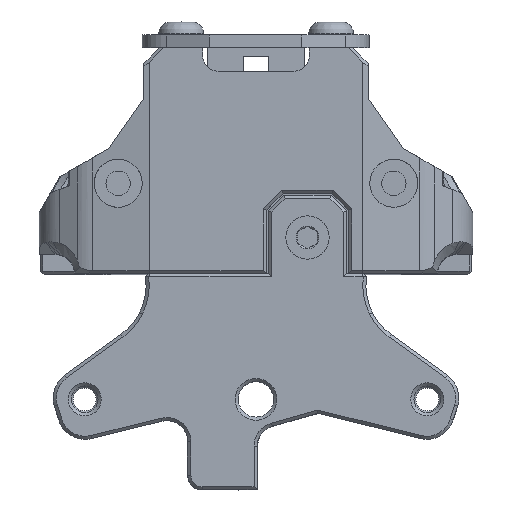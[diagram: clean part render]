
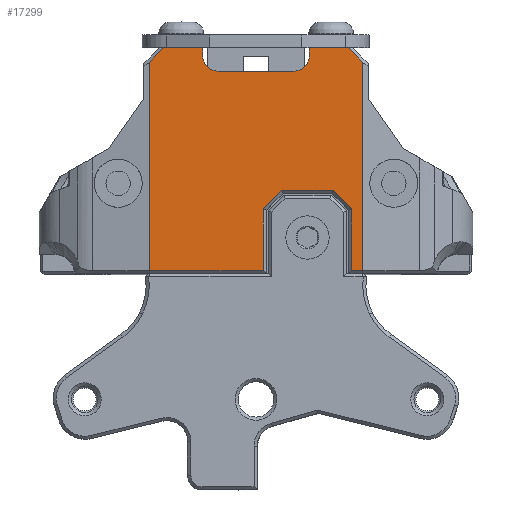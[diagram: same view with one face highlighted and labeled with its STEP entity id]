
A CAD part, top view. The second image highlights one B-rep face of the part: STEP entity #17299.
In plain terms, the highlighted face is planar.
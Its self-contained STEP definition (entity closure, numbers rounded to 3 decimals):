
#1455=LINE('',#24454,#2955);
#1642=LINE('',#25445,#3142);
#1705=LINE('',#25923,#3205);
#1716=LINE('',#25948,#3216);
#1810=LINE('',#26690,#3310);
#1812=LINE('',#26694,#3312);
#1815=LINE('',#26700,#3315);
#1818=LINE('',#26706,#3318);
#1821=LINE('',#26710,#3321);
#1860=LINE('',#27073,#3360);
#1870=LINE('',#27093,#3370);
#1947=LINE('',#27284,#3447);
#1959=LINE('',#27327,#3459);
#1960=LINE('',#27330,#3460);
#1961=LINE('',#27331,#3461);
#1962=LINE('',#27332,#3462);
#2955=VECTOR('',#19931,10.);
#3142=VECTOR('',#20312,10.);
#3205=VECTOR('',#20491,10.);
#3216=VECTOR('',#20512,10.);
#3310=VECTOR('',#20744,10.);
#3312=VECTOR('',#20748,10.);
#3315=VECTOR('',#20753,10.);
#3318=VECTOR('',#20758,10.);
#3321=VECTOR('',#20763,10.);
#3360=VECTOR('',#20938,10.);
#3370=VECTOR('',#20956,10.);
#3447=VECTOR('',#21101,10.);
#3459=VECTOR('',#21121,10.);
#3460=VECTOR('',#21124,10.);
#3461=VECTOR('',#21125,10.);
#3462=VECTOR('',#21126,10.);
#4490=PLANE('',#18549);
#5091=FACE_OUTER_BOUND('',#6106,.T.);
#6106=EDGE_LOOP('',(#13334,#13335,#13336,#13337,#13338,#13339,#13340,#13341,
#13342,#13343,#13344,#13345,#13346,#13347,#13348,#13349,#13350,#13351));
#6858=CIRCLE('',#18204,2.);
#6860=CIRCLE('',#18208,2.);
#7517=VERTEX_POINT('',#24447);
#7518=VERTEX_POINT('',#24449);
#7519=VERTEX_POINT('',#24453);
#7523=VERTEX_POINT('',#24464);
#7728=VERTEX_POINT('',#25441);
#7730=VERTEX_POINT('',#25444);
#7789=VERTEX_POINT('',#25921);
#7797=VERTEX_POINT('',#25945);
#7798=VERTEX_POINT('',#25947);
#7857=VERTEX_POINT('',#26689);
#7858=VERTEX_POINT('',#26693);
#7860=VERTEX_POINT('',#26699);
#7862=VERTEX_POINT('',#26705);
#7895=VERTEX_POINT('',#27071);
#7901=VERTEX_POINT('',#27092);
#7957=VERTEX_POINT('',#27281);
#7966=VERTEX_POINT('',#27325);
#7967=VERTEX_POINT('',#27329);
#9270=EDGE_CURVE('',#7517,#7518,#6858,.T.);
#9272=EDGE_CURVE('',#7519,#7518,#1455,.F.);
#9278=EDGE_CURVE('',#7519,#7523,#6860,.T.);
#9545=EDGE_CURVE('',#7730,#7728,#1642,.T.);
#9654=EDGE_CURVE('',#7730,#7789,#1705,.T.);
#9666=EDGE_CURVE('',#7797,#7798,#1716,.T.);
#9785=EDGE_CURVE('',#7857,#7797,#1810,.T.);
#9787=EDGE_CURVE('',#7858,#7857,#1812,.T.);
#9790=EDGE_CURVE('',#7860,#7858,#1815,.T.);
#9793=EDGE_CURVE('',#7862,#7860,#1818,.T.);
#9796=EDGE_CURVE('',#7789,#7862,#1821,.T.);
#9855=EDGE_CURVE('',#7517,#7895,#1860,.F.);
#9865=EDGE_CURVE('',#7901,#7523,#1870,.F.);
#9952=EDGE_CURVE('',#7895,#7957,#1947,.F.);
#9966=EDGE_CURVE('',#7901,#7966,#1959,.F.);
#9967=EDGE_CURVE('',#7967,#7957,#1960,.T.);
#9968=EDGE_CURVE('',#7798,#7967,#1961,.T.);
#9969=EDGE_CURVE('',#7966,#7728,#1962,.T.);
#13334=ORIENTED_EDGE('',*,*,#9967,.F.);
#13335=ORIENTED_EDGE('',*,*,#9968,.F.);
#13336=ORIENTED_EDGE('',*,*,#9666,.F.);
#13337=ORIENTED_EDGE('',*,*,#9785,.F.);
#13338=ORIENTED_EDGE('',*,*,#9787,.F.);
#13339=ORIENTED_EDGE('',*,*,#9790,.F.);
#13340=ORIENTED_EDGE('',*,*,#9793,.F.);
#13341=ORIENTED_EDGE('',*,*,#9796,.F.);
#13342=ORIENTED_EDGE('',*,*,#9654,.F.);
#13343=ORIENTED_EDGE('',*,*,#9545,.T.);
#13344=ORIENTED_EDGE('',*,*,#9969,.F.);
#13345=ORIENTED_EDGE('',*,*,#9966,.F.);
#13346=ORIENTED_EDGE('',*,*,#9865,.T.);
#13347=ORIENTED_EDGE('',*,*,#9278,.F.);
#13348=ORIENTED_EDGE('',*,*,#9272,.T.);
#13349=ORIENTED_EDGE('',*,*,#9270,.F.);
#13350=ORIENTED_EDGE('',*,*,#9855,.T.);
#13351=ORIENTED_EDGE('',*,*,#9952,.T.);
#17299=ADVANCED_FACE('',(#5091),#4490,.F.);
#18204=AXIS2_PLACEMENT_3D('',#24450,#19926,#19927);
#18208=AXIS2_PLACEMENT_3D('',#24465,#19940,#19941);
#18549=AXIS2_PLACEMENT_3D('',#27328,#21122,#21123);
#19926=DIRECTION('center_axis',(0.,-1.,0.));
#19927=DIRECTION('ref_axis',(-0.707,0.,-0.707));
#19931=DIRECTION('',(1.,0.,0.));
#19940=DIRECTION('center_axis',(0.,-1.,0.));
#19941=DIRECTION('ref_axis',(0.707,0.,-0.707));
#20312=DIRECTION('',(0.,0.,1.));
#20491=DIRECTION('',(-1.,0.,0.));
#20512=DIRECTION('',(-1.,0.,0.));
#20744=DIRECTION('',(0.,0.,-1.));
#20748=DIRECTION('',(-0.707,0.,-0.707));
#20753=DIRECTION('',(-1.,0.,0.));
#20758=DIRECTION('',(-0.707,0.,0.707));
#20763=DIRECTION('',(0.,0.,1.));
#20938=DIRECTION('',(0.,0.,-1.));
#20956=DIRECTION('',(0.,0.,1.));
#21101=DIRECTION('',(1.,0.,0.));
#21121=DIRECTION('',(-1.,0.,0.));
#21122=DIRECTION('center_axis',(0.,1.,0.));
#21123=DIRECTION('ref_axis',(-1.,0.,0.));
#21124=DIRECTION('',(0.707,0.,0.707));
#21125=DIRECTION('',(0.,0.,1.));
#21126=DIRECTION('',(0.707,0.,-0.707));
#24447=CARTESIAN_POINT('',(-154.921,-210.367,-92.355));
#24449=CARTESIAN_POINT('',(-152.921,-210.367,-94.355));
#24450=CARTESIAN_POINT('Origin',(-152.921,-210.367,-92.355));
#24453=CARTESIAN_POINT('',(-143.351,-210.367,-94.355));
#24454=CARTESIAN_POINT('',(-160.212,-210.367,-94.355));
#24464=CARTESIAN_POINT('',(-141.351,-210.367,-92.355));
#24465=CARTESIAN_POINT('Origin',(-143.351,-210.367,-92.355));
#25441=CARTESIAN_POINT('',(-134.601,-210.367,-93.204));
#25444=CARTESIAN_POINT('',(-134.601,-210.367,-119.673));
#25445=CARTESIAN_POINT('',(-134.601,-210.367,-123.823));
#25921=CARTESIAN_POINT('',(-136.001,-210.367,-119.673));
#25923=CARTESIAN_POINT('',(-160.212,-210.367,-119.673));
#25945=CARTESIAN_POINT('',(-147.201,-210.367,-119.673));
#25947=CARTESIAN_POINT('',(-161.671,-210.367,-119.673));
#25948=CARTESIAN_POINT('',(-160.212,-210.367,-119.673));
#26689=CARTESIAN_POINT('',(-147.201,-210.367,-111.825));
#26690=CARTESIAN_POINT('',(-147.201,-210.367,-119.873));
#26693=CARTESIAN_POINT('',(-144.849,-210.367,-109.473));
#26694=CARTESIAN_POINT('',(-153.543,-210.367,-118.166));
#26699=CARTESIAN_POINT('',(-138.352,-210.367,-109.473));
#26700=CARTESIAN_POINT('',(-151.636,-210.367,-109.473));
#26705=CARTESIAN_POINT('',(-136.001,-210.367,-111.825));
#26706=CARTESIAN_POINT('',(-139.694,-210.367,-108.131));
#26710=CARTESIAN_POINT('',(-136.001,-210.367,-119.873));
#27071=CARTESIAN_POINT('',(-154.921,-210.367,-91.349));
#27073=CARTESIAN_POINT('',(-154.921,-210.367,-107.035));
#27092=CARTESIAN_POINT('',(-141.351,-210.367,-91.349));
#27093=CARTESIAN_POINT('',(-141.351,-210.367,-107.035));
#27281=CARTESIAN_POINT('',(-159.815,-210.367,-91.349));
#27284=CARTESIAN_POINT('',(-148.677,-210.367,-91.349));
#27325=CARTESIAN_POINT('',(-136.456,-210.367,-91.349));
#27327=CARTESIAN_POINT('',(-154.886,-210.367,-91.349));
#27328=CARTESIAN_POINT('Origin',(-149.254,-210.367,-120.073));
#27329=CARTESIAN_POINT('',(-161.671,-210.367,-93.204));
#27330=CARTESIAN_POINT('',(-164.998,-210.367,-96.531));
#27331=CARTESIAN_POINT('',(-161.671,-210.367,-123.823));
#27332=CARTESIAN_POINT('',(-131.833,-210.367,-95.972));
